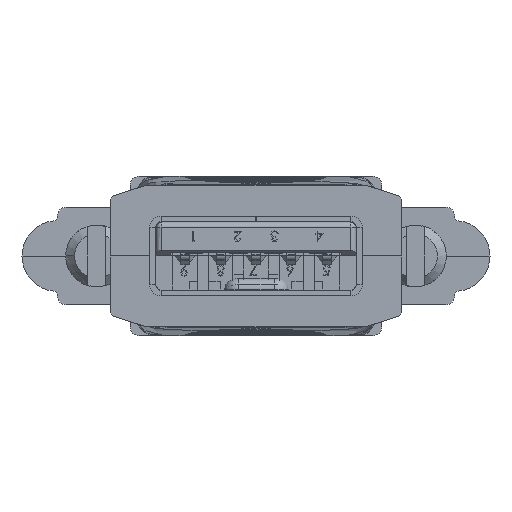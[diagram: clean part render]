
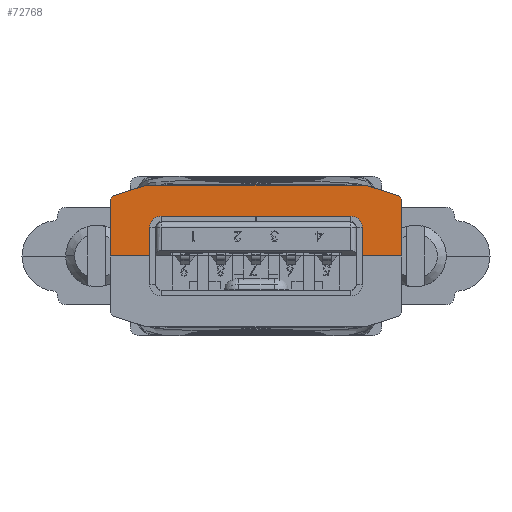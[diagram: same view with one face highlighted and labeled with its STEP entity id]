
A CAD part, front view. The second image highlights one B-rep face of the part: STEP entity #72768.
In plain terms, the highlighted face is planar.
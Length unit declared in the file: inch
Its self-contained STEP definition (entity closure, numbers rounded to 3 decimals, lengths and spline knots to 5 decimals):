
#2042 = VECTOR ( 'NONE', #34332, 39.37008 ) ;
#2573 = CARTESIAN_POINT ( 'NONE',  ( 0.24285, 0., 0.15748 ) ) ;
#3519 = FACE_OUTER_BOUND ( 'NONE', #52959, .T. ) ;
#3970 = ORIENTED_EDGE ( 'NONE', *, *, #66713, .T. ) ;
#7022 = CARTESIAN_POINT ( 'NONE',  ( 0.24285, 0., 0.15748 ) ) ;
#7989 = VERTEX_POINT ( 'NONE', #77313 ) ;
#8380 = ORIENTED_EDGE ( 'NONE', *, *, #43394, .T. ) ;
#8639 = EDGE_CURVE ( 'NONE', #14892, #73561, #30773, .T. ) ;
#10840 = CARTESIAN_POINT ( 'NONE',  ( 0.24528, 0., 0.15709 ) ) ;
#11002 = AXIS2_PLACEMENT_3D ( 'NONE', #35644, #60171, #47786 ) ;
#11824 = LINE ( 'NONE', #71773, #2042 ) ;
#12250 = EDGE_CURVE ( 'NONE', #45845, #27279, #11824, .T. ) ;
#13043 = CARTESIAN_POINT ( 'NONE',  ( -0.31739, 0., 0.13366 ) ) ;
#14892 = VERTEX_POINT ( 'NONE', #67733 ) ;
#15511 = CARTESIAN_POINT ( 'NONE',  ( -0.31496, 0., 0.12617 ) ) ;
#16027 = CARTESIAN_POINT ( 'NONE',  ( 0.31496, 0., 0.12617 ) ) ;
#18766 = LINE ( 'NONE', #18855, #67006 ) ;
#18855 = CARTESIAN_POINT ( 'NONE',  ( 0.31739, 0., 0.13366 ) ) ;
#19762 = EDGE_CURVE ( 'NONE', #73561, #34482, #39916, .T. ) ;
#20628 = VERTEX_POINT ( 'NONE', #38496 ) ;
#22029 = CIRCLE ( 'NONE', #37237, 0.00787 ) ;
#23419 = LINE ( 'NONE', #2573, #33252 ) ;
#23820 = DIRECTION ( 'NONE',  ( 0., 0., 1. ) ) ;
#25161 = VECTOR ( 'NONE', #28290, 39.37008 ) ;
#25516 = EDGE_CURVE ( 'NONE', #7989, #40524, #23419, .T. ) ;
#25588 = CARTESIAN_POINT ( 'NONE',  ( -0.24285, 0., 0. ) ) ;
#26865 = ORIENTED_EDGE ( 'NONE', *, *, #12250, .T. ) ;
#27279 = VERTEX_POINT ( 'NONE', #64011 ) ;
#27695 = EDGE_CURVE ( 'NONE', #27279, #7989, #22029, .T. ) ;
#27842 = DIRECTION ( 'NONE',  ( 0., 0., 1. ) ) ;
#28290 = DIRECTION ( 'NONE',  ( 0., 0., -1. ) ) ;
#29683 = EDGE_CURVE ( 'NONE', #40524, #74235, #51078, .T. ) ;
#30773 = CIRCLE ( 'NONE', #63651, 0.00787 ) ;
#31514 = ORIENTED_EDGE ( 'NONE', *, *, #29683, .T. ) ;
#31535 = DIRECTION ( 'NONE',  ( 0., -1., 0. ) ) ;
#31776 = ORIENTED_EDGE ( 'NONE', *, *, #25516, .T. ) ;
#33252 = VECTOR ( 'NONE', #78204, 39.37008 ) ;
#34332 = DIRECTION ( 'NONE',  ( 0.951, 0., 0.309 ) ) ;
#34482 = VERTEX_POINT ( 'NONE', #74957 ) ;
#35644 = CARTESIAN_POINT ( 'NONE',  ( 0.24285, 0., 0.14961 ) ) ;
#37001 = ORIENTED_EDGE ( 'NONE', *, *, #8639, .T. ) ;
#37237 = AXIS2_PLACEMENT_3D ( 'NONE', #67549, #43060, #23820 ) ;
#38496 = CARTESIAN_POINT ( 'NONE',  ( -0.32283, 0., 0. ) ) ;
#39469 = AXIS2_PLACEMENT_3D ( 'NONE', #15511, #53756, #41641 ) ;
#39916 = LINE ( 'NONE', #51767, #25161 ) ;
#40524 = VERTEX_POINT ( 'NONE', #7022 ) ;
#41641 = DIRECTION ( 'NONE',  ( 0., 0., -1. ) ) ;
#43060 = DIRECTION ( 'NONE',  ( 0., 1., 0. ) ) ;
#43394 = EDGE_CURVE ( 'NONE', #20628, #77983, #44231, .T. ) ;
#44190 = DIRECTION ( 'NONE',  ( 0.951, 0., -0.309 ) ) ;
#44231 = LINE ( 'NONE', #49329, #51204 ) ;
#44579 = DIRECTION ( 'NONE',  ( 1., 0., 0. ) ) ;
#45845 = VERTEX_POINT ( 'NONE', #13043 ) ;
#47786 = DIRECTION ( 'NONE',  ( 0., 0., -1. ) ) ;
#48964 = ORIENTED_EDGE ( 'NONE', *, *, #27695, .T. ) ;
#49329 = CARTESIAN_POINT ( 'NONE',  ( -0.32283, 0., 0.12617 ) ) ;
#50299 = DIRECTION ( 'NONE',  ( 0., 0., -1. ) ) ;
#51078 = CIRCLE ( 'NONE', #11002, 0.00787 ) ;
#51204 = VECTOR ( 'NONE', #55099, 39.37008 ) ;
#51495 = ORIENTED_EDGE ( 'NONE', *, *, #59622, .F. ) ;
#51767 = CARTESIAN_POINT ( 'NONE',  ( 0.32283, 0., 0.12617 ) ) ;
#52959 = EDGE_LOOP ( 'NONE', ( #51495, #8380, #78530, #26865, #48964, #31776, #31514, #3970, #37001, #58482 ) ) ;
#53705 = CARTESIAN_POINT ( 'NONE',  ( 0.32283, 0., 0.12617 ) ) ;
#53756 = DIRECTION ( 'NONE',  ( 0., 1., 0. ) ) ;
#55099 = DIRECTION ( 'NONE',  ( 0., 0., 1. ) ) ;
#57973 = LINE ( 'NONE', #25588, #68767 ) ;
#58482 = ORIENTED_EDGE ( 'NONE', *, *, #19762, .T. ) ;
#59622 = EDGE_CURVE ( 'NONE', #20628, #34482, #57973, .T. ) ;
#60041 = DIRECTION ( 'NONE',  ( 0., 1., 0. ) ) ;
#60171 = DIRECTION ( 'NONE',  ( 0., 1., 0. ) ) ;
#60544 = AXIS2_PLACEMENT_3D ( 'NONE', #69766, #31535, #50299 ) ;
#63651 = AXIS2_PLACEMENT_3D ( 'NONE', #16027, #60041, #27842 ) ;
#64011 = CARTESIAN_POINT ( 'NONE',  ( -0.24528, 0., 0.15709 ) ) ;
#65502 = EDGE_CURVE ( 'NONE', #77983, #45845, #80010, .T. ) ;
#66713 = EDGE_CURVE ( 'NONE', #74235, #14892, #18766, .T. ) ;
#67006 = VECTOR ( 'NONE', #44190, 39.37008 ) ;
#67549 = CARTESIAN_POINT ( 'NONE',  ( -0.24285, 0., 0.14961 ) ) ;
#67733 = CARTESIAN_POINT ( 'NONE',  ( 0.31739, 0., 0.13366 ) ) ;
#68767 = VECTOR ( 'NONE', #44579, 39.37008 ) ;
#69239 = PLANE ( 'NONE',  #60544 ) ;
#69766 = CARTESIAN_POINT ( 'NONE',  ( -0.24285, 0., -0.14961 ) ) ;
#71773 = CARTESIAN_POINT ( 'NONE',  ( -0.31739, 0., 0.13366 ) ) ;
#72768 = ADVANCED_FACE ( 'NONE', ( #3519 ), #69239, .F. ) ;
#73561 = VERTEX_POINT ( 'NONE', #53705 ) ;
#74235 = VERTEX_POINT ( 'NONE', #10840 ) ;
#74957 = CARTESIAN_POINT ( 'NONE',  ( 0.32283, 0., 0. ) ) ;
#77313 = CARTESIAN_POINT ( 'NONE',  ( -0.24285, 0., 0.15748 ) ) ;
#77983 = VERTEX_POINT ( 'NONE', #78957 ) ;
#78204 = DIRECTION ( 'NONE',  ( 1., 0., 0. ) ) ;
#78530 = ORIENTED_EDGE ( 'NONE', *, *, #65502, .T. ) ;
#78957 = CARTESIAN_POINT ( 'NONE',  ( -0.32283, 0., 0.12617 ) ) ;
#80010 = CIRCLE ( 'NONE', #39469, 0.00787 ) ;
